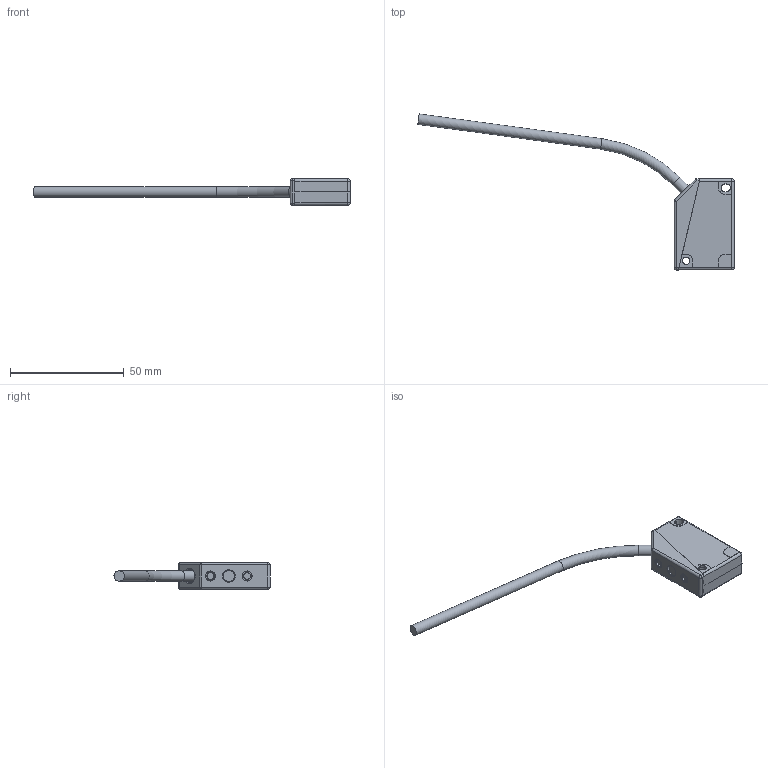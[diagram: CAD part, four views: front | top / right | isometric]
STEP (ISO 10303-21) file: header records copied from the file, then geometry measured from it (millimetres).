
FILE_DESCRIPTION(('FreeCAD Model'),'2;1');
FILE_NAME('DCR_40_K_xx_xxLK.step','2017-03-23T18:28:33',( 'FreeCAD'),('FreeCAD'),'Open CASCADE STEP processor 6.7','FreeCAD', 'Unknown');
FILE_SCHEMA(('AUTOMOTIVE_DESIGN_CC2 { 1 2 10303 214 -1 1 5 4 }'));
Length unit declared in the file: millimetre
Products named in the file (1): DCR_40_K_xx_xxLK
Bounding box: 138.9 x 68.48 x 12.02 mm (x, y, z)
Volume: 13082.3 mm3; surface area: 7380.5 mm2
Topology: 1 solids, 21 shells, 479 faces, 1195 edges, 774 vertices
Faces by surface type: plane 240, cylinder 76, bspline 70, cone 70, sphere 12, torus 11
Full cylindrical faces by diameter (mm): 3 x3, 4.6 x2
Entity records: 43233 total; most frequent: CARTESIAN_POINT 21582, DIRECTION 3311, ORIENTED_EDGE 2388, PCURVE 2388, DEFINITIONAL_REPRESENTATION 2388, LINE 1732, VECTOR 1732, B_SPLINE_CURVE_WITH_KNOTS 1297
